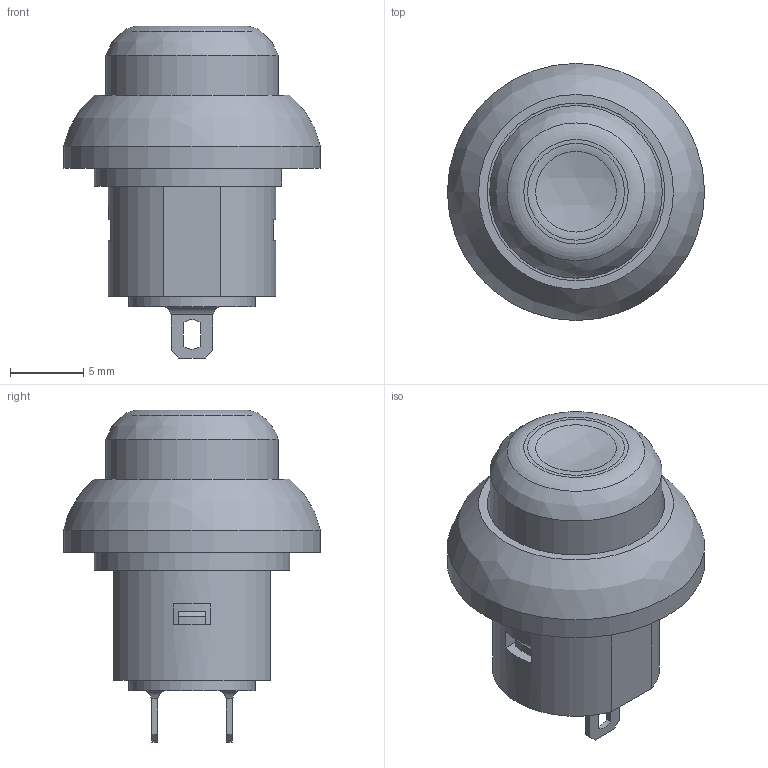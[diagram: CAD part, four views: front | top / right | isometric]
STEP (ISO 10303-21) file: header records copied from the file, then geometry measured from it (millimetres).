
FILE_DESCRIPTION(/* description */ (''),/* implementation_level */ '2;1');
FILE_NAME(/* name */ 'RP8301B2M1CExxxxxxNIL.stp',/* time_stamp */ '2018-07-11T09:29:31-05:00',/* author */ ('mroman'),/* organization */ (''),/* preprocessor_version */ 'ST-DEVELOPER v17',/* originating_system */ 'Autodesk Inventor 2018',/* authorisation */ '');
FILE_SCHEMA (('AUTOMOTIVE_DESIGN { 1 0 10303 214 3 1 1 }'));
Length unit declared in the file: millimetre
Products named in the file (1): RP8301B2M1CExxxxxxNIL
Bounding box: 17.5 x 17.5 x 22.6 mm (x, y, z)
Volume: 1808.4 mm3; surface area: 2734.8 mm2
Topology: 1 solids, 2 shells, 180 faces, 509 edges, 342 vertices
Faces by surface type: plane 110, cylinder 52, cone 12, torus 3, bspline 2, sphere 1
Full cylindrical faces by diameter (mm): 2.2 x1, 2.6 x1, 4 x1, 4.95 x1, 5.6 x1, 7 x1, 7.2 x1, 7.55 x1, 8.6 x2, 9 x1, 9.75 x1, 11.6 x1, 11.75 x1, 12.1 x1, 17.5 x1
Entity records: 6015 total; most frequent: CARTESIAN_POINT 1116, DIRECTION 1044, ORIENTED_EDGE 1018, EDGE_CURVE 509, AXIS2_PLACEMENT_3D 372, VERTEX_POINT 342, LINE 300, VECTOR 300
